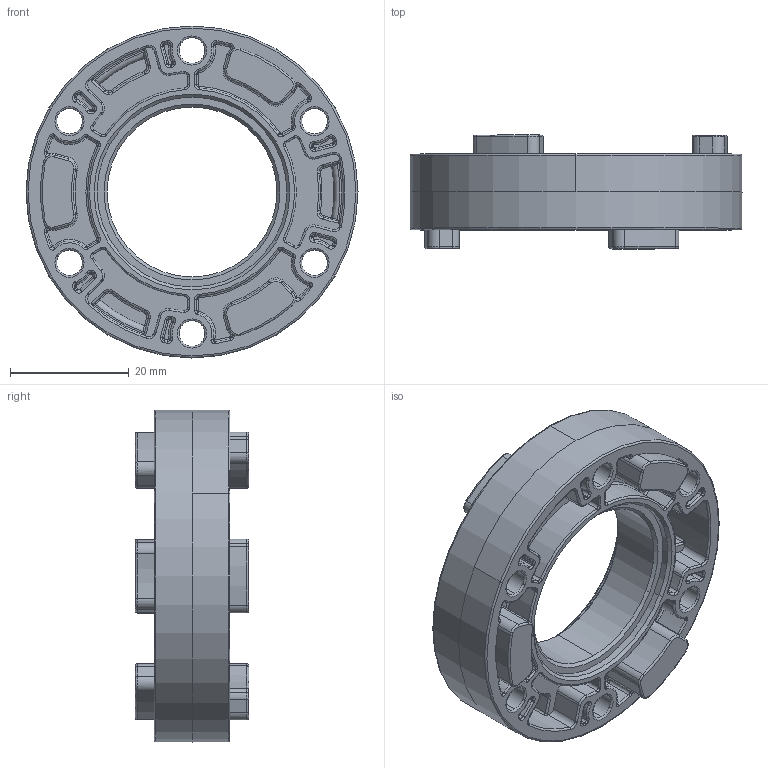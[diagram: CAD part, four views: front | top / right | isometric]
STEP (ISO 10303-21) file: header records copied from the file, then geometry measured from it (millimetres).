
FILE_DESCRIPTION (( 'STEP AP203' ), '1' );
FILE_NAME ('217-2591.20121203.STEP', '2012-12-04T04:42:00', ( 'svradm' ), ( 'Microsoft' ), 'SwSTEP 2.0', 'SolidWorks 2012', '' );
FILE_SCHEMA (( 'CONFIG_CONTROL_DESIGN' ));
Length unit declared in the file: inch
Products named in the file (1): 217-2591.20121203
Bounding box: 55.88 x 19.11 x 55.88 mm (x, y, z)
Volume: 14631.3 mm3; surface area: 13592.3 mm2
Topology: 1 solids, 1 shells, 1355 faces, 3232 edges, 1871 vertices
Faces by surface type: torus 651, cylinder 528, plane 118, sphere 34, cone 12, bspline 12
Entity records: 40103 total; most frequent: DIRECTION 8178, CARTESIAN_POINT 7217, ORIENTED_EDGE 6396, AXIS2_PLACEMENT_3D 3696, EDGE_CURVE 3198, CIRCLE 2352, VERTEX_POINT 1871, EDGE_LOOP 1395
